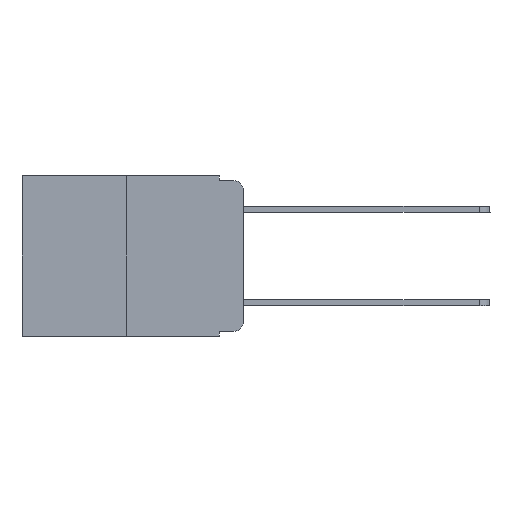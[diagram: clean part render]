
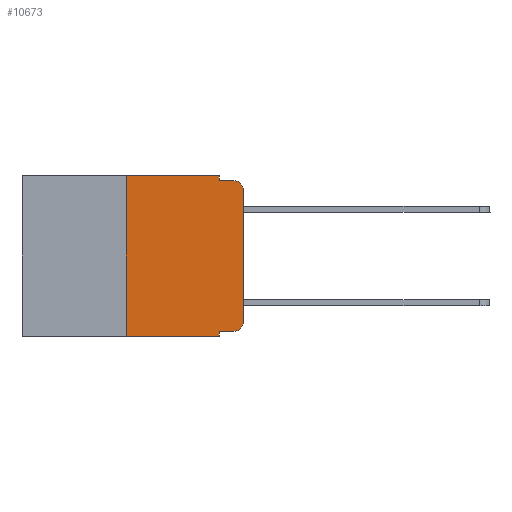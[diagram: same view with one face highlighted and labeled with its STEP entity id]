
A CAD part, left-side view. The second image highlights one B-rep face of the part: STEP entity #10673.
In plain terms, the highlighted planar face has unit normal (-1, 0, 0).
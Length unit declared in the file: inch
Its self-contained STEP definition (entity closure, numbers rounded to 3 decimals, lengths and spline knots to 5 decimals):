
#13 = VERTEX_POINT ( 'NONE', #8877 ) ;
#103 = ORIENTED_EDGE ( 'NONE', *, *, #11129, .F. ) ;
#525 = DIRECTION ( 'NONE',  ( 0., 0., -1. ) ) ;
#990 = CIRCLE ( 'NONE', #6161, 0.02 ) ;
#1093 = CARTESIAN_POINT ( 'NONE',  ( 0., 0.25, 0. ) ) ;
#1159 = CARTESIAN_POINT ( 'NONE',  ( 0., 0., -0.313 ) ) ;
#1452 = CIRCLE ( 'NONE', #5364, 0.02 ) ;
#1463 = EDGE_CURVE ( 'NONE', #1604, #4847, #4531, .T. ) ;
#1604 = VERTEX_POINT ( 'NONE', #1159 ) ;
#1617 = VERTEX_POINT ( 'NONE', #14310 ) ;
#1641 = DIRECTION ( 'NONE',  ( -1., 0., 0. ) ) ;
#1710 = VECTOR ( 'NONE', #8423, 39.37008 ) ;
#1735 = VECTOR ( 'NONE', #7852, 39.37008 ) ;
#1775 = ORIENTED_EDGE ( 'NONE', *, *, #5934, .F. ) ;
#2022 = EDGE_CURVE ( 'NONE', #1617, #13241, #14621, .T. ) ;
#2556 = DIRECTION ( 'NONE',  ( 0., -1., 0. ) ) ;
#2590 = CARTESIAN_POINT ( 'NONE',  ( 0., 0.051, 0. ) ) ;
#2631 = CARTESIAN_POINT ( 'NONE',  ( 0., 0., -0.03 ) ) ;
#2809 = ORIENTED_EDGE ( 'NONE', *, *, #11640, .T. ) ;
#2971 = VERTEX_POINT ( 'NONE', #1093 ) ;
#3008 = CARTESIAN_POINT ( 'NONE',  ( 0., 0.051, 0. ) ) ;
#4465 = CARTESIAN_POINT ( 'NONE',  ( 0., 0.051, -0.333 ) ) ;
#4525 = DIRECTION ( 'NONE',  ( 0., 0., -1. ) ) ;
#4531 = LINE ( 'NONE', #5690, #17413 ) ;
#4727 = DIRECTION ( 'NONE',  ( 0., -1., 0. ) ) ;
#4798 = ORIENTED_EDGE ( 'NONE', *, *, #1463, .T. ) ;
#4800 = VERTEX_POINT ( 'NONE', #11191 ) ;
#4847 = VERTEX_POINT ( 'NONE', #2631 ) ;
#4907 = LINE ( 'NONE', #16892, #11295 ) ;
#5195 = VECTOR ( 'NONE', #2556, 39.37008 ) ;
#5249 = CARTESIAN_POINT ( 'NONE',  ( 0., 0.051, -0.343 ) ) ;
#5364 = AXIS2_PLACEMENT_3D ( 'NONE', #6999, #8464, #4525 ) ;
#5421 = EDGE_CURVE ( 'NONE', #4800, #1604, #990, .T. ) ;
#5690 = CARTESIAN_POINT ( 'NONE',  ( 0., 0., 0. ) ) ;
#5934 = EDGE_CURVE ( 'NONE', #10998, #13, #6956, .T. ) ;
#6144 = ORIENTED_EDGE ( 'NONE', *, *, #2022, .T. ) ;
#6161 = AXIS2_PLACEMENT_3D ( 'NONE', #13610, #1641, #13702 ) ;
#6728 = EDGE_CURVE ( 'NONE', #4847, #10759, #1452, .T. ) ;
#6956 = LINE ( 'NONE', #7038, #1710 ) ;
#6999 = CARTESIAN_POINT ( 'NONE',  ( 0., 0.02, -0.03 ) ) ;
#7038 = CARTESIAN_POINT ( 'NONE',  ( 0., 0.051, 0. ) ) ;
#7057 = EDGE_CURVE ( 'NONE', #9523, #13241, #9261, .T. ) ;
#7852 = DIRECTION ( 'NONE',  ( 0., 0., -1. ) ) ;
#8118 = EDGE_LOOP ( 'NONE', ( #4798, #16533, #103, #1775, #14623, #11110, #6144, #16986, #2809, #14222 ) ) ;
#8262 = DIRECTION ( 'NONE',  ( 0., -1., 0. ) ) ;
#8423 = DIRECTION ( 'NONE',  ( 0., 0., -1. ) ) ;
#8464 = DIRECTION ( 'NONE',  ( -1., 0., 0. ) ) ;
#8488 = DIRECTION ( 'NONE',  ( 0., -1., 0. ) ) ;
#8529 = PLANE ( 'NONE',  #10794 ) ;
#8877 = CARTESIAN_POINT ( 'NONE',  ( 0., 0.051, -0.01 ) ) ;
#8961 = CARTESIAN_POINT ( 'NONE',  ( 0., 0.473, -0.343 ) ) ;
#8987 = EDGE_CURVE ( 'NONE', #1617, #2971, #4907, .T. ) ;
#9261 = LINE ( 'NONE', #2590, #1735 ) ;
#9523 = VERTEX_POINT ( 'NONE', #11536 ) ;
#9937 = EDGE_CURVE ( 'NONE', #2971, #10998, #12584, .T. ) ;
#10259 = VECTOR ( 'NONE', #8488, 39.37008 ) ;
#10673 = ADVANCED_FACE ( 'NONE', ( #15251 ), #8529, .F. ) ;
#10759 = VERTEX_POINT ( 'NONE', #16748 ) ;
#10794 = AXIS2_PLACEMENT_3D ( 'NONE', #13941, #12602, #525 ) ;
#10998 = VERTEX_POINT ( 'NONE', #3008 ) ;
#11110 = ORIENTED_EDGE ( 'NONE', *, *, #8987, .F. ) ;
#11129 = EDGE_CURVE ( 'NONE', #13, #10759, #14898, .T. ) ;
#11191 = CARTESIAN_POINT ( 'NONE',  ( 0., 0.02, -0.333 ) ) ;
#11295 = VECTOR ( 'NONE', #15749, 39.37008 ) ;
#11536 = CARTESIAN_POINT ( 'NONE',  ( 0., 0.051, -0.333 ) ) ;
#11640 = EDGE_CURVE ( 'NONE', #9523, #4800, #13984, .T. ) ;
#12504 = CARTESIAN_POINT ( 'NONE',  ( 0., 0.051, -0.01 ) ) ;
#12584 = LINE ( 'NONE', #14164, #16946 ) ;
#12602 = DIRECTION ( 'NONE',  ( 1., 0., 0. ) ) ;
#13241 = VERTEX_POINT ( 'NONE', #5249 ) ;
#13610 = CARTESIAN_POINT ( 'NONE',  ( 0., 0.02, -0.313 ) ) ;
#13702 = DIRECTION ( 'NONE',  ( 0., 0., -1. ) ) ;
#13941 = CARTESIAN_POINT ( 'NONE',  ( 0., 0.473, 0. ) ) ;
#13984 = LINE ( 'NONE', #4465, #10259 ) ;
#14164 = CARTESIAN_POINT ( 'NONE',  ( 0., 0.473, 0. ) ) ;
#14222 = ORIENTED_EDGE ( 'NONE', *, *, #5421, .T. ) ;
#14310 = CARTESIAN_POINT ( 'NONE',  ( 0., 0.25, -0.343 ) ) ;
#14621 = LINE ( 'NONE', #8961, #5195 ) ;
#14623 = ORIENTED_EDGE ( 'NONE', *, *, #9937, .F. ) ;
#14898 = LINE ( 'NONE', #12504, #16158 ) ;
#15251 = FACE_OUTER_BOUND ( 'NONE', #8118, .T. ) ;
#15749 = DIRECTION ( 'NONE',  ( 0., 0., 1. ) ) ;
#16158 = VECTOR ( 'NONE', #8262, 39.37008 ) ;
#16525 = DIRECTION ( 'NONE',  ( 0., 0., 1. ) ) ;
#16533 = ORIENTED_EDGE ( 'NONE', *, *, #6728, .T. ) ;
#16748 = CARTESIAN_POINT ( 'NONE',  ( 0., 0.02, -0.01 ) ) ;
#16892 = CARTESIAN_POINT ( 'NONE',  ( 0., 0.25, 0. ) ) ;
#16946 = VECTOR ( 'NONE', #4727, 39.37008 ) ;
#16986 = ORIENTED_EDGE ( 'NONE', *, *, #7057, .F. ) ;
#17413 = VECTOR ( 'NONE', #16525, 39.37008 ) ;
